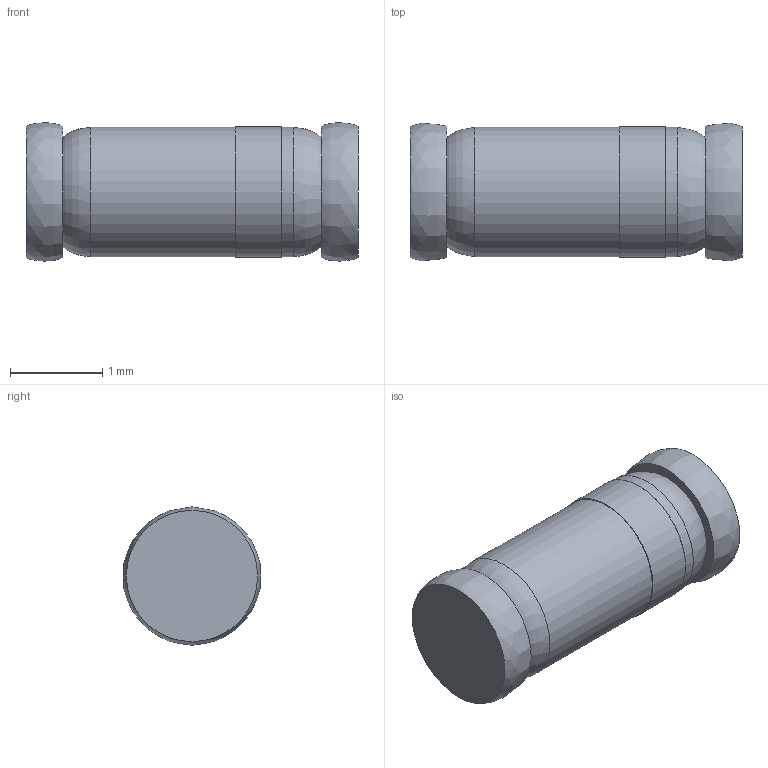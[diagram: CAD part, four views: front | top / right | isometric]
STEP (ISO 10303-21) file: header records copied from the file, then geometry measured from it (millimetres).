
FILE_DESCRIPTION(/* description */ ('Alibre Inc.'),/* implementation_level */ '2;1');
FILE_NAME(/* name */ 'export0',/* time_stamp */ '2010-07-23T13:40:15-07:00',/* author */ (''),/* organization */ (''),/* preprocessor_version */ 'ST-DEVELOPER v10',/* originating_system */ 'Alibre',/* authorisation */ '');
FILE_SCHEMA (('AUTOMOTIVE_DESIGN'));
Length unit declared in the file: centimetre
Bounding box: 3.6 x 1.49 x 1.5 mm (x, y, z)
Volume: 5.9 mm3; surface area: 29.7 mm2
Topology: 4 solids, 4 shells, 15 faces, 21 edges, 14 vertices
Faces by surface type: plane 8, cylinder 3, torus 2, revolution 2
Full cylindrical faces by diameter (mm): 1.4 x2, 1.42 x1
Entity records: 346 total; most frequent: DIRECTION 53, CARTESIAN_POINT 47, AXIS2_PLACEMENT_3D 30, ORIENTED_EDGE 24, EDGE_LOOP 19, FACE_BOUND 19, EDGE_CURVE 12, ADVANCED_FACE 12
